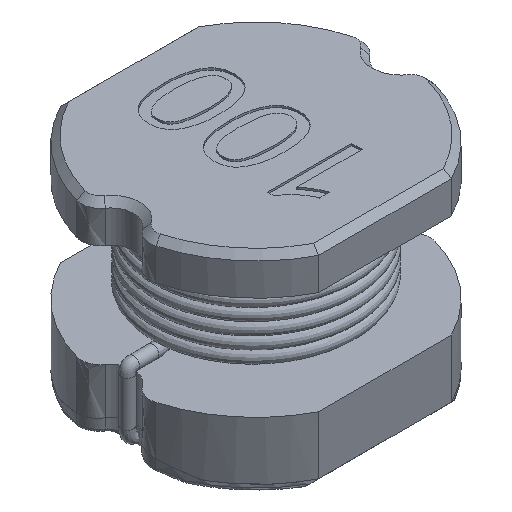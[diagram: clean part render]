
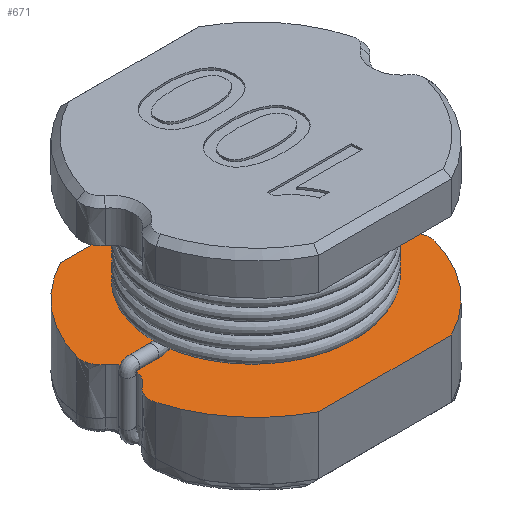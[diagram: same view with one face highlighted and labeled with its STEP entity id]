
A CAD part, isometric view. The second image highlights one B-rep face of the part: STEP entity #671.
In plain terms, the highlighted free-form (B-spline) face has degree [1, 1] with [2, 2] control points.
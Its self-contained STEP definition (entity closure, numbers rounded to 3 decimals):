
#39=CARTESIAN_POINT('',(-1.,0.,-2.2));
#40=VERTEX_POINT('',#39);
#61=CARTESIAN_POINT('',(-1.,0.,-2.2));
#62=CARTESIAN_POINT('',(-1.,1.,-2.2));
#63=CARTESIAN_POINT('',(0.,1.,-2.2));
#64=CARTESIAN_POINT('',(1.,1.,-2.2));
#65=CARTESIAN_POINT('',(1.,0.,-2.2));
#66=CARTESIAN_POINT('',(1.,-1.,-2.2));
#67=CARTESIAN_POINT('',(0.,-1.,-2.2));
#68=CARTESIAN_POINT('',(-1.,-1.,-2.2));
#69=CARTESIAN_POINT('',(-1.,0.,-2.2));
#70=(BOUNDED_CURVE()B_SPLINE_CURVE(2,(#61,#62,#63,#64,#65,#66,#67,#68,#69),.CIRCULAR_ARC.,.T.,.U.)B_SPLINE_CURVE_WITH_KNOTS((3,2,2,2,3),(0.,0.25,0.5,0.75,1.),.UNSPECIFIED.)CURVE()GEOMETRIC_REPRESENTATION_ITEM()RATIONAL_B_SPLINE_CURVE((1.,0.707,1.,0.707,1.,0.707,1.,0.707,1.))REPRESENTATION_ITEM(''));
#71=EDGE_CURVE('',#40,#40,#70,.T.);
#90=CARTESIAN_POINT('',(1.031,-2.,-2.2));
#91=VERTEX_POINT('',#90);
#97=CARTESIAN_POINT('',(-1.031,-2.,-2.2));
#98=VERTEX_POINT('',#97);
#99=CARTESIAN_POINT('',(1.031,-2.,-2.2));
#100=CARTESIAN_POINT('',(-1.031,-2.,-2.2));
#101=B_SPLINE_CURVE_WITH_KNOTS('',1,(#99,#100),.POLYLINE_FORM.,.F.,.U.,(2,2),(0.509,0.717),.UNSPECIFIED.);
#102=EDGE_CURVE('',#91,#98,#101,.T.);
#140=CARTESIAN_POINT('',(-1.031,2.,-2.2));
#141=VERTEX_POINT('',#140);
#147=CARTESIAN_POINT('',(1.031,2.,-2.2));
#148=VERTEX_POINT('',#147);
#149=CARTESIAN_POINT('',(-1.031,2.,-2.2));
#150=CARTESIAN_POINT('',(1.031,2.,-2.2));
#151=B_SPLINE_CURVE_WITH_KNOTS('',1,(#149,#150),.POLYLINE_FORM.,.F.,.U.,(2,2),(0.283,0.491),.UNSPECIFIED.);
#152=EDGE_CURVE('',#141,#148,#151,.T.);
#347=CARTESIAN_POINT('',(-2.165,-0.614,-2.2));
#348=VERTEX_POINT('',#347);
#349=CARTESIAN_POINT('',(-2.165,-0.614,-2.2));
#350=CARTESIAN_POINT('',(-1.899,-1.553,-2.2));
#351=CARTESIAN_POINT('',(-1.031,-2.,-2.2));
#352=(BOUNDED_CURVE()B_SPLINE_CURVE(2,(#349,#350,#351),.CIRCULAR_ARC.,.F.,.U.)B_SPLINE_CURVE_WITH_KNOTS((3,3),(0.628,1.),.UNSPECIFIED.)CURVE()GEOMETRIC_REPRESENTATION_ITEM()RATIONAL_B_SPLINE_CURVE((0.944,0.891,1.))REPRESENTATION_ITEM(''));
#353=EDGE_CURVE('',#348,#98,#352,.T.);
#414=CARTESIAN_POINT('',(-2.165,0.614,-2.2));
#415=VERTEX_POINT('',#414);
#421=CARTESIAN_POINT('',(-1.031,2.,-2.2));
#422=CARTESIAN_POINT('',(-1.899,1.553,-2.2));
#423=CARTESIAN_POINT('',(-2.165,0.614,-2.2));
#424=(BOUNDED_CURVE()B_SPLINE_CURVE(2,(#421,#422,#423),.CIRCULAR_ARC.,.F.,.U.)B_SPLINE_CURVE_WITH_KNOTS((3,3),(0.,0.372),.UNSPECIFIED.)CURVE()GEOMETRIC_REPRESENTATION_ITEM()RATIONAL_B_SPLINE_CURVE((1.,0.891,0.944))REPRESENTATION_ITEM(''));
#425=EDGE_CURVE('',#141,#415,#424,.T.);
#511=CARTESIAN_POINT('',(2.165,0.614,-2.2));
#512=VERTEX_POINT('',#511);
#513=CARTESIAN_POINT('',(1.031,2.,-2.2));
#514=CARTESIAN_POINT('',(1.899,1.553,-2.2));
#515=CARTESIAN_POINT('',(2.165,0.613,-2.2));
#516=(BOUNDED_CURVE()B_SPLINE_CURVE(2,(#513,#514,#515),.CIRCULAR_ARC.,.F.,.U.)B_SPLINE_CURVE_WITH_KNOTS((3,3),(0.328,0.454),.UNSPECIFIED.)CURVE()GEOMETRIC_REPRESENTATION_ITEM()RATIONAL_B_SPLINE_CURVE((0.874,0.819,0.911))REPRESENTATION_ITEM(''));
#517=EDGE_CURVE('',#148,#512,#516,.T.);
#576=CARTESIAN_POINT('',(2.165,-0.614,-2.2));
#577=VERTEX_POINT('',#576);
#583=CARTESIAN_POINT('',(2.165,-0.614,-2.2));
#584=CARTESIAN_POINT('',(1.899,-1.553,-2.2));
#585=CARTESIAN_POINT('',(1.031,-2.,-2.2));
#586=(BOUNDED_CURVE()B_SPLINE_CURVE(2,(#583,#584,#585),.CIRCULAR_ARC.,.F.,.U.)B_SPLINE_CURVE_WITH_KNOTS((3,3),(0.546,0.672),.UNSPECIFIED.)CURVE()GEOMETRIC_REPRESENTATION_ITEM()RATIONAL_B_SPLINE_CURVE((0.911,0.819,0.874))REPRESENTATION_ITEM(''));
#587=EDGE_CURVE('',#577,#91,#586,.T.);
#607=CARTESIAN_POINT('',(6.75,6.75,-2.2));
#608=CARTESIAN_POINT('',(6.75,-6.75,-2.2));
#609=CARTESIAN_POINT('',(-6.75,6.75,-2.2));
#610=CARTESIAN_POINT('',(-6.75,-6.75,-2.2));
#611=B_SPLINE_SURFACE_WITH_KNOTS('',1,1,((#607,#608),(#609,#610)),.PLANE_SURF.,.F.,.F.,.U.,(2,2),(2,2),(-1.,2.),(-1.,2.),.UNSPECIFIED.);
#612=CARTESIAN_POINT('',(-2.049,-0.286,-2.2));
#613=VERTEX_POINT('',#612);
#614=CARTESIAN_POINT('',(-2.049,-0.286,-2.2));
#615=CARTESIAN_POINT('',(-2.223,-0.409,-2.2));
#616=CARTESIAN_POINT('',(-2.165,-0.614,-2.2));
#617=(BOUNDED_CURVE()B_SPLINE_CURVE(2,(#614,#615,#616),.UNSPECIFIED.,.F.,.U.)B_SPLINE_CURVE_WITH_KNOTS((3,3),(0.,1.),.UNSPECIFIED.)CURVE()GEOMETRIC_REPRESENTATION_ITEM()RATIONAL_B_SPLINE_CURVE((1.,0.816,1.))REPRESENTATION_ITEM(''));
#618=EDGE_CURVE('',#613,#348,#617,.T.);
#619=ORIENTED_EDGE('',*,*,#618,.T.);
#620=ORIENTED_EDGE('',*,*,#353,.T.);
#621=ORIENTED_EDGE('',*,*,#102,.F.);
#622=ORIENTED_EDGE('',*,*,#587,.F.);
#623=CARTESIAN_POINT('',(2.049,-0.286,-2.2));
#624=VERTEX_POINT('',#623);
#625=CARTESIAN_POINT('',(2.049,-0.286,-2.2));
#626=CARTESIAN_POINT('',(2.223,-0.409,-2.2));
#627=CARTESIAN_POINT('',(2.165,-0.614,-2.2));
#628=(BOUNDED_CURVE()B_SPLINE_CURVE(2,(#625,#626,#627),.UNSPECIFIED.,.F.,.U.)B_SPLINE_CURVE_WITH_KNOTS((3,3),(0.,1.),.UNSPECIFIED.)CURVE()GEOMETRIC_REPRESENTATION_ITEM()RATIONAL_B_SPLINE_CURVE((1.,0.816,1.))REPRESENTATION_ITEM(''));
#629=EDGE_CURVE('',#624,#577,#628,.T.);
#630=ORIENTED_EDGE('',*,*,#629,.F.);
#631=CARTESIAN_POINT('',(2.049,0.286,-2.2));
#632=VERTEX_POINT('',#631);
#633=CARTESIAN_POINT('',(2.049,0.286,-2.2));
#634=CARTESIAN_POINT('',(1.9,0.182,-2.2));
#635=CARTESIAN_POINT('',(1.9,0.,-2.2));
#636=CARTESIAN_POINT('',(1.9,-0.182,-2.2));
#637=CARTESIAN_POINT('',(2.049,-0.286,-2.2));
#638=(BOUNDED_CURVE()B_SPLINE_CURVE(2,(#633,#634,#635,#636,#637),.CIRCULAR_ARC.,.F.,.U.)B_SPLINE_CURVE_WITH_KNOTS((3,2,3),(0.182,0.5,0.818),.UNSPECIFIED.)CURVE()GEOMETRIC_REPRESENTATION_ITEM()RATIONAL_B_SPLINE_CURVE((0.877,0.831,1.,0.831,0.877))REPRESENTATION_ITEM(''));
#639=EDGE_CURVE('',#632,#624,#638,.T.);
#640=ORIENTED_EDGE('',*,*,#639,.F.);
#641=CARTESIAN_POINT('',(2.049,0.286,-2.2));
#642=CARTESIAN_POINT('',(2.223,0.409,-2.2));
#643=CARTESIAN_POINT('',(2.165,0.614,-2.2));
#644=(BOUNDED_CURVE()B_SPLINE_CURVE(2,(#641,#642,#643),.UNSPECIFIED.,.F.,.U.)B_SPLINE_CURVE_WITH_KNOTS((3,3),(0.,1.),.UNSPECIFIED.)CURVE()GEOMETRIC_REPRESENTATION_ITEM()RATIONAL_B_SPLINE_CURVE((1.,0.816,1.))REPRESENTATION_ITEM(''));
#645=EDGE_CURVE('',#632,#512,#644,.T.);
#646=ORIENTED_EDGE('',*,*,#645,.T.);
#647=ORIENTED_EDGE('',*,*,#517,.F.);
#648=ORIENTED_EDGE('',*,*,#152,.F.);
#649=ORIENTED_EDGE('',*,*,#425,.T.);
#650=CARTESIAN_POINT('',(-2.049,0.286,-2.2));
#651=VERTEX_POINT('',#650);
#652=CARTESIAN_POINT('',(-2.049,0.286,-2.2));
#653=CARTESIAN_POINT('',(-2.223,0.409,-2.2));
#654=CARTESIAN_POINT('',(-2.165,0.614,-2.2));
#655=(BOUNDED_CURVE()B_SPLINE_CURVE(2,(#652,#653,#654),.UNSPECIFIED.,.F.,.U.)B_SPLINE_CURVE_WITH_KNOTS((3,3),(0.,1.),.UNSPECIFIED.)CURVE()GEOMETRIC_REPRESENTATION_ITEM()RATIONAL_B_SPLINE_CURVE((1.,0.816,1.))REPRESENTATION_ITEM(''));
#656=EDGE_CURVE('',#651,#415,#655,.T.);
#657=ORIENTED_EDGE('',*,*,#656,.F.);
#658=CARTESIAN_POINT('',(-2.049,-0.286,-2.2));
#659=CARTESIAN_POINT('',(-1.9,-0.182,-2.2));
#660=CARTESIAN_POINT('',(-1.9,0.,-2.2));
#661=CARTESIAN_POINT('',(-1.9,0.182,-2.2));
#662=CARTESIAN_POINT('',(-2.049,0.286,-2.2));
#663=(BOUNDED_CURVE()B_SPLINE_CURVE(2,(#658,#659,#660,#661,#662),.CIRCULAR_ARC.,.F.,.U.)B_SPLINE_CURVE_WITH_KNOTS((3,2,3),(0.182,0.5,0.818),.UNSPECIFIED.)CURVE()GEOMETRIC_REPRESENTATION_ITEM()RATIONAL_B_SPLINE_CURVE((0.877,0.831,1.,0.831,0.877))REPRESENTATION_ITEM(''));
#664=EDGE_CURVE('',#613,#651,#663,.T.);
#665=ORIENTED_EDGE('',*,*,#664,.F.);
#666=EDGE_LOOP('',(#619,#620,#621,#622,#630,#640,#646,#647,#648,#649,#657,#665));
#667=FACE_OUTER_BOUND('',#666,.T.);
#668=ORIENTED_EDGE('',*,*,#71,.T.);
#669=EDGE_LOOP('',(#668));
#670=FACE_BOUND('',#669,.T.);
#671=ADVANCED_FACE('',(#667,#670),#611,.T.);
